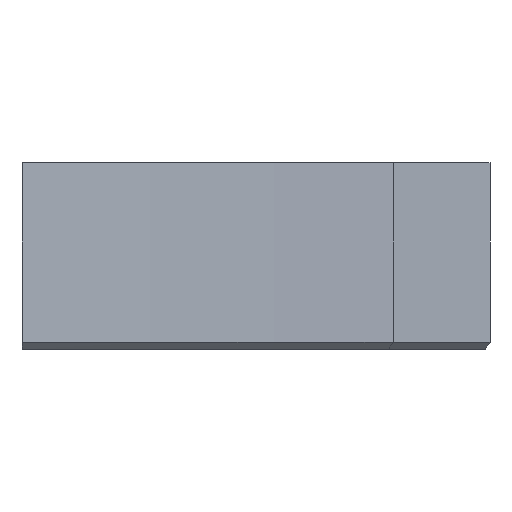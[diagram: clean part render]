
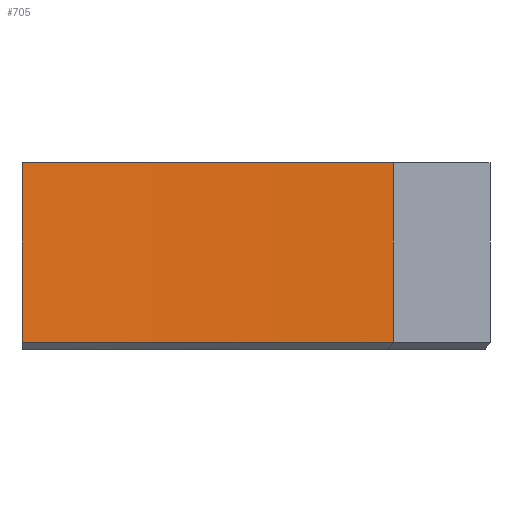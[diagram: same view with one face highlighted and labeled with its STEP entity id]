
A CAD part, front view. The second image highlights one B-rep face of the part: STEP entity #705.
In plain terms, the highlighted cylindrical face has radius 567.894 mm (diameter 1135.79 mm), a partial arc.
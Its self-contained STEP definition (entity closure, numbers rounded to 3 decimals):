
#462 = EDGE_LOOP ( 'NONE', ( #2957, #2956, #2955, #2954 ) ) ;
#705 = ADVANCED_FACE ( 'NONE', ( #3579 ), #3574, .T. ) ;
#930 = EDGE_CURVE ( 'NONE', #3103, #3111, #3864, .T. ) ;
#931 = EDGE_CURVE ( 'NONE', #3111, #2963, #1322, .T. ) ;
#932 = EDGE_CURVE ( 'NONE', #3100, #2963, #3875, .T. ) ;
#933 = EDGE_CURVE ( 'NONE', #3103, #3100, #1324, .T. ) ;
#1320 = VECTOR ( 'NONE', #3876, 1000. ) ;
#1321 = VECTOR ( 'NONE', #3882, 1000. ) ;
#1322 = CIRCLE ( 'NONE', #1323, 567.894 ) ;
#1323 = AXIS2_PLACEMENT_3D ( 'NONE', #3879, #3880, #3881 ) ;
#1324 = CIRCLE ( 'NONE', #1326, 567.894 ) ;
#1326 = AXIS2_PLACEMENT_3D ( 'NONE', #3885, #3886, #3887 ) ;
#2275 = AXIS2_PLACEMENT_3D ( 'NONE', #3582, #3575, #3583 ) ;
#2609 = CARTESIAN_POINT ( 'NONE',  ( 53.711, 48.821, 27. ) ) ;
#2612 = CARTESIAN_POINT ( 'NONE',  ( 0., 0.577, 27. ) ) ;
#2620 = CARTESIAN_POINT ( 'NONE',  ( 0., 0.577, 1. ) ) ;
#2954 = ORIENTED_EDGE ( 'NONE', *, *, #933, .F. ) ;
#2955 = ORIENTED_EDGE ( 'NONE', *, *, #932, .F. ) ;
#2956 = ORIENTED_EDGE ( 'NONE', *, *, #931, .T. ) ;
#2957 = ORIENTED_EDGE ( 'NONE', *, *, #930, .T. ) ;
#2963 = VERTEX_POINT ( 'NONE', #3974 ) ;
#3100 = VERTEX_POINT ( 'NONE', #2609 ) ;
#3103 = VERTEX_POINT ( 'NONE', #2612 ) ;
#3111 = VERTEX_POINT ( 'NONE', #2620 ) ;
#3574 = CYLINDRICAL_SURFACE ( 'NONE', #2275, 567.894 ) ;
#3575 = DIRECTION ( 'NONE',  ( 0., 0., -1. ) ) ;
#3579 = FACE_OUTER_BOUND ( 'NONE', #462, .T. ) ;
#3582 = CARTESIAN_POINT ( 'NONE',  ( -351.863, 446.33, 3. ) ) ;
#3583 = DIRECTION ( 'NONE',  ( -1., 0., 0. ) ) ;
#3859 = CARTESIAN_POINT ( 'NONE',  ( 0., 0.577, 3. ) ) ;
#3864 = LINE ( 'NONE', #3859, #1320 ) ;
#3871 = CARTESIAN_POINT ( 'NONE',  ( 53.711, 48.821, 3. ) ) ;
#3875 = LINE ( 'NONE', #3871, #1321 ) ;
#3876 = DIRECTION ( 'NONE',  ( 0., 0., -1. ) ) ;
#3879 = CARTESIAN_POINT ( 'NONE',  ( -351.863, 446.33, 1. ) ) ;
#3880 = DIRECTION ( 'NONE',  ( 0., 0., 1. ) ) ;
#3881 = DIRECTION ( 'NONE',  ( 1., 0., 0. ) ) ;
#3882 = DIRECTION ( 'NONE',  ( 0., 0., -1. ) ) ;
#3885 = CARTESIAN_POINT ( 'NONE',  ( -351.863, 446.33, 27. ) ) ;
#3886 = DIRECTION ( 'NONE',  ( 0., 0., 1. ) ) ;
#3887 = DIRECTION ( 'NONE',  ( 1., 0., 0. ) ) ;
#3974 = CARTESIAN_POINT ( 'NONE',  ( 53.711, 48.821, 1. ) ) ;
